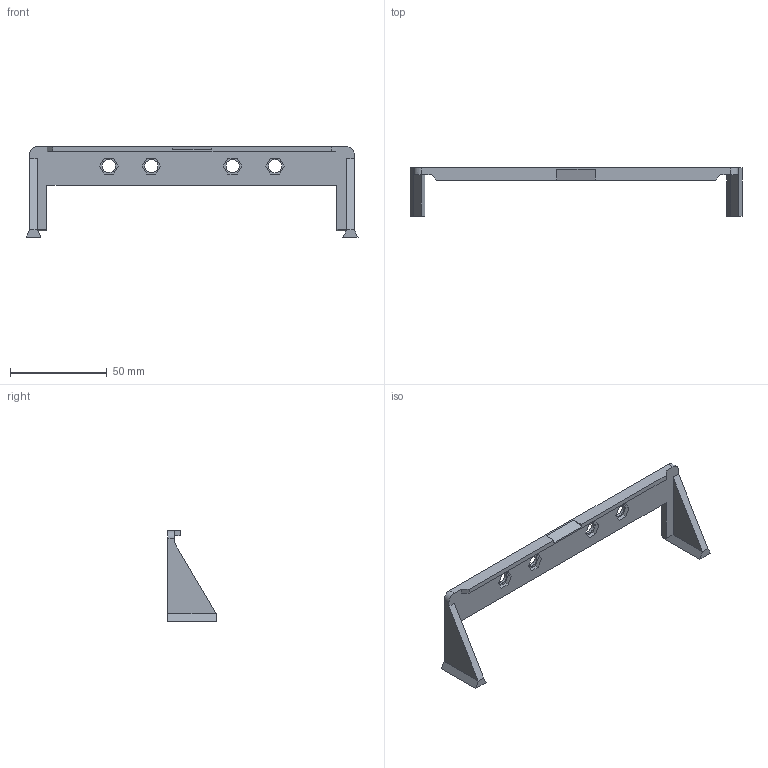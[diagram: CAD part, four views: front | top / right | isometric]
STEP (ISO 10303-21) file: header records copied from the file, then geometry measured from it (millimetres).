
FILE_DESCRIPTION(('HOOPS Exchange Step'),'2;1');
FILE_NAME('temp_export','2021-03-08T21:09:31+01:00',('mobile'),('Shapr3D Limited'),'HOOPS Exchange 2020.2','Shapr3D','Authorized');
FILE_SCHEMA( ('AP203_CONFIGURATION_CONTROLLED_3D_DESIGN_OF_MECHANICAL_PARTS_AND_ASSEMBLIES_MIM_LF') );
Length unit declared in the file: millimetre
Products named in the file (2): 0; 896FCDB0-B291-4D17-962F-AA57E4FBB180.tmp
Assembly tree (1 placements, depth 2):
  896FCDB0-B291-4D17-962F-AA57E4FBB180.tmp
    0
Bounding box: 171.75 x 25 x 46.8 mm (x, y, z)
Volume: 17724.9 mm3; surface area: 12558.8 mm2
Topology: 1 solids, 1 shells, 73 faces, 208 edges, 141 vertices
Faces by surface type: plane 63, cylinder 10
Full cylindrical faces by diameter (mm): 6.8 x4
Entity records: 2429 total; most frequent: CARTESIAN_POINT 426, ORIENTED_EDGE 416, DIRECTION 388, EDGE_CURVE 208, VECTOR 178, LINE 178, VERTEX_POINT 141, AXIS2_PLACEMENT_3D 105
